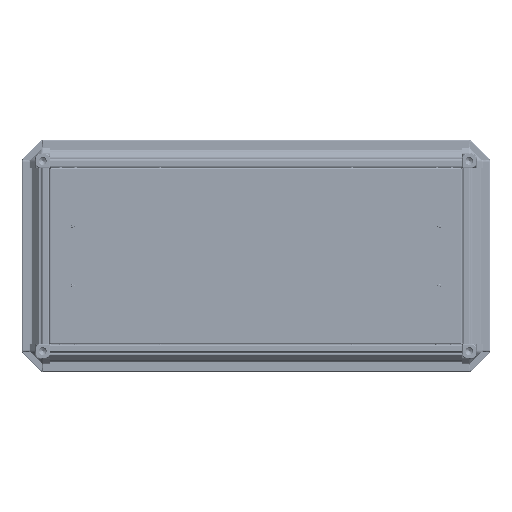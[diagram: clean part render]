
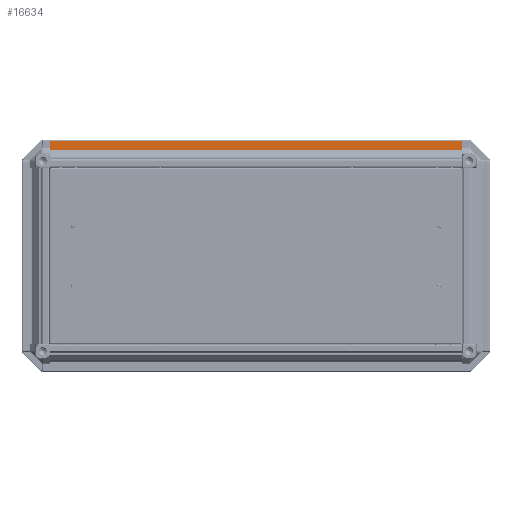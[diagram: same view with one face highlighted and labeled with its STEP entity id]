
A CAD part, front view. The second image highlights one B-rep face of the part: STEP entity #16634.
In plain terms, the highlighted face is planar.
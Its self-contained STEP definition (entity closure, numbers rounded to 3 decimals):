
#5328 = VECTOR ( 'NONE', #47586, 1000. ) ;
#9376 = DIRECTION ( 'NONE',  ( -0.707, 0.707, 0. ) ) ;
#9954 = CARTESIAN_POINT ( 'NONE',  ( 12.747, 1.707, 698. ) ) ;
#14031 = EDGE_LOOP ( 'NONE', ( #21486, #58134, #50814, #49799 ) ) ;
#14291 = CARTESIAN_POINT ( 'NONE',  ( 12.747, 1.707, 0. ) ) ;
#16634 = ADVANCED_FACE ( 'NONE', ( #33024 ), #52032, .F. ) ;
#18309 = VERTEX_POINT ( 'NONE', #47299 ) ;
#19499 = CARTESIAN_POINT ( 'NONE',  ( 12.747, 1.707, 698. ) ) ;
#21486 = ORIENTED_EDGE ( 'NONE', *, *, #40936, .T. ) ;
#22756 = CARTESIAN_POINT ( 'NONE',  ( 12.747, 1.707, 0. ) ) ;
#23236 = CARTESIAN_POINT ( 'NONE',  ( 22.386, -7.932, 698. ) ) ;
#23902 = CARTESIAN_POINT ( 'NONE',  ( 12.747, 1.707, 698. ) ) ;
#24165 = DIRECTION ( 'NONE',  ( 0.707, -0.707, 0. ) ) ;
#24604 = DIRECTION ( 'NONE',  ( 0.707, 0.707, 0. ) ) ;
#26316 = EDGE_CURVE ( 'NONE', #47783, #60024, #57275, .T. ) ;
#28199 = LINE ( 'NONE', #19499, #43941 ) ;
#29627 = AXIS2_PLACEMENT_3D ( 'NONE', #38023, #24604, #9376 ) ;
#33024 = FACE_OUTER_BOUND ( 'NONE', #14031, .T. ) ;
#33211 = EDGE_CURVE ( 'NONE', #47783, #18309, #28199, .T. ) ;
#37039 = VECTOR ( 'NONE', #47928, 1000. ) ;
#37949 = LINE ( 'NONE', #14291, #5328 ) ;
#38023 = CARTESIAN_POINT ( 'NONE',  ( 12.747, 1.707, 698. ) ) ;
#40936 = EDGE_CURVE ( 'NONE', #60024, #58328, #37949, .T. ) ;
#42734 = CARTESIAN_POINT ( 'NONE',  ( 22.386, -7.932, 0. ) ) ;
#43941 = VECTOR ( 'NONE', #24165, 1000. ) ;
#45719 = VECTOR ( 'NONE', #55343, 1000. ) ;
#47299 = CARTESIAN_POINT ( 'NONE',  ( 22.386, -7.932, 698. ) ) ;
#47586 = DIRECTION ( 'NONE',  ( 0.707, -0.707, 0. ) ) ;
#47783 = VERTEX_POINT ( 'NONE', #23902 ) ;
#47928 = DIRECTION ( 'NONE',  ( 0., 0., -1. ) ) ;
#49799 = ORIENTED_EDGE ( 'NONE', *, *, #26316, .T. ) ;
#50814 = ORIENTED_EDGE ( 'NONE', *, *, #33211, .F. ) ;
#51569 = LINE ( 'NONE', #23236, #45719 ) ;
#52032 = PLANE ( 'NONE',  #29627 ) ;
#55343 = DIRECTION ( 'NONE',  ( 0., 0., -1. ) ) ;
#57275 = LINE ( 'NONE', #9954, #37039 ) ;
#57947 = EDGE_CURVE ( 'NONE', #18309, #58328, #51569, .T. ) ;
#58134 = ORIENTED_EDGE ( 'NONE', *, *, #57947, .F. ) ;
#58328 = VERTEX_POINT ( 'NONE', #42734 ) ;
#60024 = VERTEX_POINT ( 'NONE', #22756 ) ;
